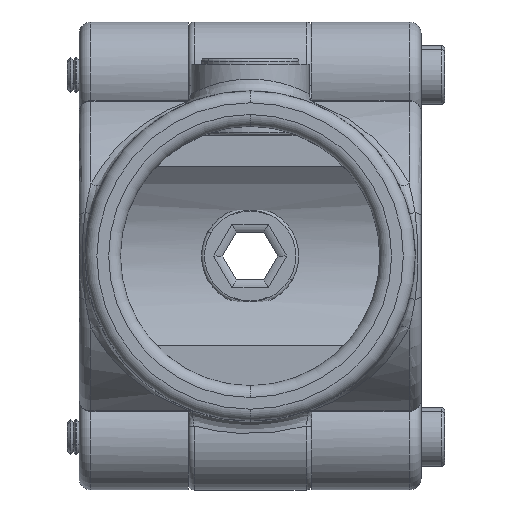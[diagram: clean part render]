
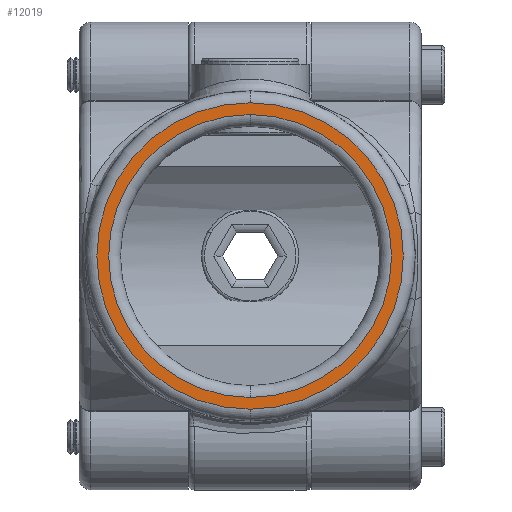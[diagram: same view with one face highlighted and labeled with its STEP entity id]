
A CAD part, front view. The second image highlights one B-rep face of the part: STEP entity #12019.
In plain terms, the highlighted planar face has unit normal (0, -1, 0).
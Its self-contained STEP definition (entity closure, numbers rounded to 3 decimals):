
#822 = CARTESIAN_POINT ( 'NONE',  ( 0., 0., 0. ) ) ;
#1120 = DIRECTION ( 'NONE',  ( 0., 0., 1. ) ) ;
#1257 = ORIENTED_EDGE ( 'NONE', *, *, #13203, .T. ) ;
#1329 = EDGE_LOOP ( 'NONE', ( #11863, #8571 ) ) ;
#1638 = DIRECTION ( 'NONE',  ( 0., 1., 0. ) ) ;
#1982 = DIRECTION ( 'NONE',  ( 0., 0., 1. ) ) ;
#2297 = AXIS2_PLACEMENT_3D ( 'NONE', #4446, #3964, #3892 ) ;
#2355 = DIRECTION ( 'NONE',  ( 0., 1., 0. ) ) ;
#2876 = CARTESIAN_POINT ( 'NONE',  ( 0., 0., -26. ) ) ;
#3431 = AXIS2_PLACEMENT_3D ( 'NONE', #5637, #2355, #9863 ) ;
#3892 = DIRECTION ( 'NONE',  ( 0., 0., 1. ) ) ;
#3964 = DIRECTION ( 'NONE',  ( 0., -1., 0. ) ) ;
#4272 = FACE_OUTER_BOUND ( 'NONE', #1329, .T. ) ;
#4446 = CARTESIAN_POINT ( 'NONE',  ( 0., 0., 0. ) ) ;
#4723 = CIRCLE ( 'NONE', #10213, 24. ) ;
#5137 = EDGE_CURVE ( 'NONE', #10819, #7011, #7005, .T. ) ;
#5637 = CARTESIAN_POINT ( 'NONE',  ( 0., 0., 0. ) ) ;
#5839 = VERTEX_POINT ( 'NONE', #10053 ) ;
#6087 = VERTEX_POINT ( 'NONE', #8523 ) ;
#6573 = ORIENTED_EDGE ( 'NONE', *, *, #9002, .T. ) ;
#7005 = CIRCLE ( 'NONE', #2297, 26. ) ;
#7011 = VERTEX_POINT ( 'NONE', #2876 ) ;
#7750 = DIRECTION ( 'NONE',  ( 0., -1., 0. ) ) ;
#7772 = EDGE_CURVE ( 'NONE', #7011, #10819, #9728, .T. ) ;
#7949 = CARTESIAN_POINT ( 'NONE',  ( 0., 0., 26. ) ) ;
#8203 = CARTESIAN_POINT ( 'NONE',  ( 0., 0., 0. ) ) ;
#8342 = EDGE_LOOP ( 'NONE', ( #1257, #6573 ) ) ;
#8498 = DIRECTION ( 'NONE',  ( 0., 1., 0. ) ) ;
#8523 = CARTESIAN_POINT ( 'NONE',  ( 0., 0., 24. ) ) ;
#8571 = ORIENTED_EDGE ( 'NONE', *, *, #7772, .T. ) ;
#8738 = AXIS2_PLACEMENT_3D ( 'NONE', #13790, #7750, #1120 ) ;
#8865 = AXIS2_PLACEMENT_3D ( 'NONE', #8203, #1638, #9210 ) ;
#9002 = EDGE_CURVE ( 'NONE', #5839, #6087, #4723, .T. ) ;
#9210 = DIRECTION ( 'NONE',  ( 0., 0., 1. ) ) ;
#9728 = CIRCLE ( 'NONE', #8738, 26. ) ;
#9863 = DIRECTION ( 'NONE',  ( 0., 0., 1. ) ) ;
#10053 = CARTESIAN_POINT ( 'NONE',  ( 0., 0., -24. ) ) ;
#10213 = AXIS2_PLACEMENT_3D ( 'NONE', #822, #8498, #1982 ) ;
#10819 = VERTEX_POINT ( 'NONE', #7949 ) ;
#11346 = CIRCLE ( 'NONE', #8865, 24. ) ;
#11368 = FACE_BOUND ( 'NONE', #8342, .T. ) ;
#11863 = ORIENTED_EDGE ( 'NONE', *, *, #5137, .T. ) ;
#12019 = ADVANCED_FACE ( 'NONE', ( #4272, #11368 ), #12868, .F. ) ;
#12868 = PLANE ( 'NONE',  #3431 ) ;
#13203 = EDGE_CURVE ( 'NONE', #6087, #5839, #11346, .T. ) ;
#13790 = CARTESIAN_POINT ( 'NONE',  ( 0., 0., 0. ) ) ;
